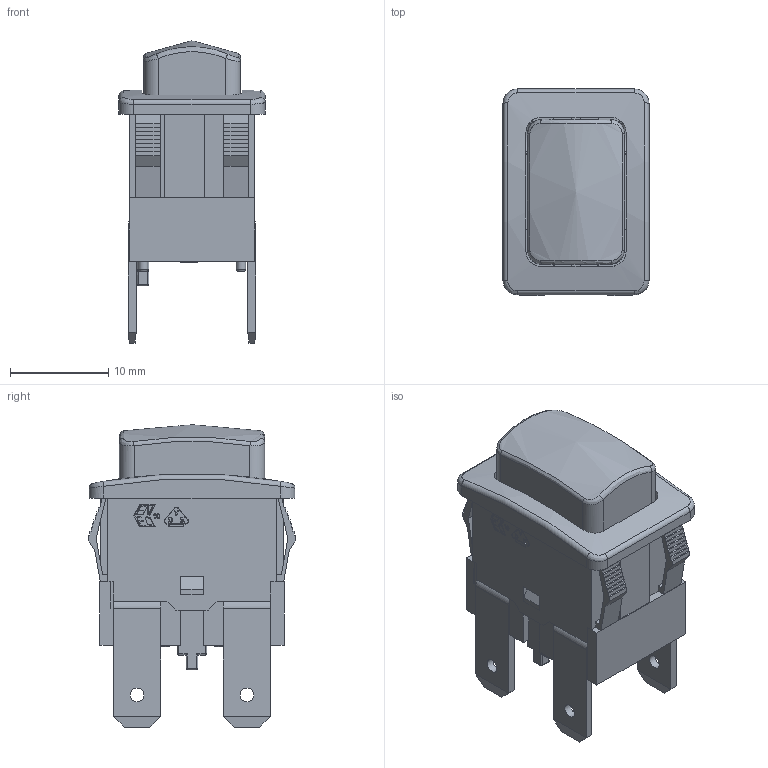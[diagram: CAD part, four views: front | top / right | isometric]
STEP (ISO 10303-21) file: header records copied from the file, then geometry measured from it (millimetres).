
FILE_DESCRIPTION(/* description */ (''),/* implementation_level */ '2;1');
FILE_NAME(/* name */ 'PA441Cx0x1-1xx.stp',/* time_stamp */ '2025-05-27T16:00:49-05:00',/* author */ ('mroman'),/* organization */ (''),/* preprocessor_version */ 'ST-DEVELOPER v18.1',/* originating_system */ 'Autodesk Inventor 2022',/* authorisation */ '');
FILE_SCHEMA (('AUTOMOTIVE_DESIGN { 1 0 10303 214 3 1 1 }'));
Length unit declared in the file: centimetre
Products named in the file (1): PA441Cx0x1-1xx
Bounding box: 14.9 x 21.2 x 30.85 mm (x, y, z)
Volume: 2600.2 mm3; surface area: 6144.9 mm2
Topology: 1 solids, 1 shells, 1255 faces, 3630 edges, 2368 vertices
Faces by surface type: plane 930, bspline 182, cylinder 127, torus 8, sphere 8
Full cylindrical faces by diameter (mm): 0.95 x4, 1.4 x4, 2.5 x2, 3 x1
Entity records: 42756 total; most frequent: CARTESIAN_POINT 10594, ORIENTED_EDGE 7260, DIRECTION 5715, EDGE_CURVE 3630, LINE 2935, VECTOR 2935, VERTEX_POINT 2368, AXIS2_PLACEMENT_3D 1390
